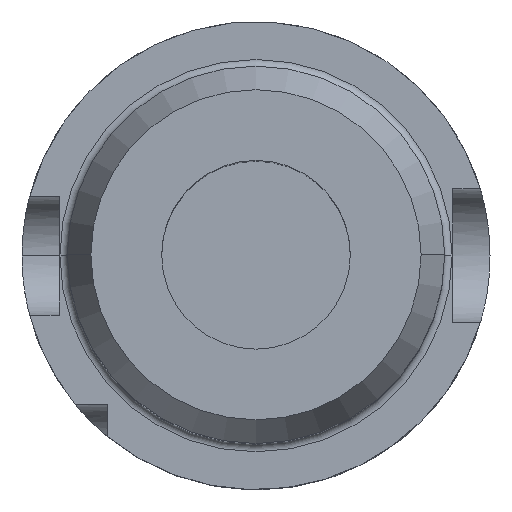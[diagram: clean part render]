
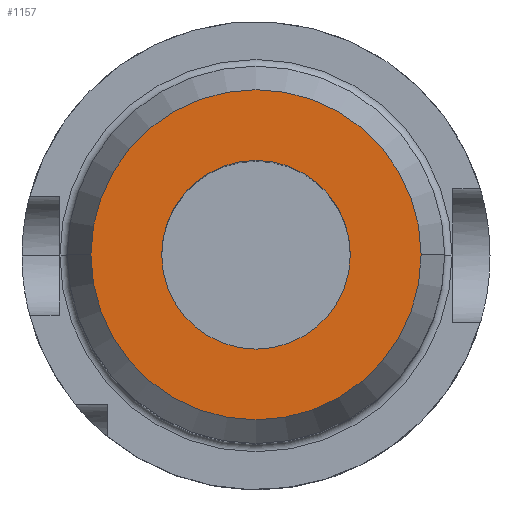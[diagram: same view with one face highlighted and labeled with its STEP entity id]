
A CAD part, top view. The second image highlights one B-rep face of the part: STEP entity #1157.
In plain terms, the highlighted planar face has unit normal (0, 0, 1).
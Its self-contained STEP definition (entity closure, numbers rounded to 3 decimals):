
#148 = CARTESIAN_POINT ( 'NONE',  ( -22.225, 0., 95.25 ) ) ;
#188 = DIRECTION ( 'NONE',  ( -1., 0., 0. ) ) ;
#201 = DIRECTION ( 'NONE',  ( 0., 0., -1. ) ) ;
#238 = DIRECTION ( 'NONE',  ( -1., 0., 0. ) ) ;
#440 = EDGE_CURVE ( 'NONE', #2110, #3233, #1934, .T. ) ;
#477 = CARTESIAN_POINT ( 'NONE',  ( 0., 0., 95.25 ) ) ;
#844 = AXIS2_PLACEMENT_3D ( 'NONE', #3696, #1968, #238 ) ;
#1018 = AXIS2_PLACEMENT_3D ( 'NONE', #1833, #1749, #1725 ) ;
#1148 = EDGE_LOOP ( 'NONE', ( #2969, #3521 ) ) ;
#1157 = ADVANCED_FACE ( 'NONE', ( #2913, #3690 ), #1787, .T. ) ;
#1236 = EDGE_LOOP ( 'NONE', ( #2710, #3338 ) ) ;
#1240 = EDGE_CURVE ( 'NONE', #1828, #2766, #2820, .T. ) ;
#1381 = DIRECTION ( 'NONE',  ( 0., 0., -1. ) ) ;
#1388 = EDGE_CURVE ( 'NONE', #2766, #1828, #2541, .T. ) ;
#1398 = AXIS2_PLACEMENT_3D ( 'NONE', #477, #201, #188 ) ;
#1422 = AXIS2_PLACEMENT_3D ( 'NONE', #3738, #1982, #2611 ) ;
#1643 = CARTESIAN_POINT ( 'NONE',  ( 0., 0., 95.25 ) ) ;
#1725 = DIRECTION ( 'NONE',  ( 1., 0., 0. ) ) ;
#1749 = DIRECTION ( 'NONE',  ( 0., 0., 1. ) ) ;
#1787 = PLANE ( 'NONE',  #1018 ) ;
#1828 = VERTEX_POINT ( 'NONE', #2566 ) ;
#1833 = CARTESIAN_POINT ( 'NONE',  ( 0., 22.225, 95.25 ) ) ;
#1934 = CIRCLE ( 'NONE', #1422, 22.225 ) ;
#1968 = DIRECTION ( 'NONE',  ( 0., 0., -1. ) ) ;
#1982 = DIRECTION ( 'NONE',  ( 0., 0., -1. ) ) ;
#2110 = VERTEX_POINT ( 'NONE', #148 ) ;
#2248 = EDGE_CURVE ( 'NONE', #3233, #2110, #2948, .T. ) ;
#2541 = CIRCLE ( 'NONE', #3121, 12.7 ) ;
#2566 = CARTESIAN_POINT ( 'NONE',  ( -12.7, 0., 95.25 ) ) ;
#2611 = DIRECTION ( 'NONE',  ( -1., 0., 0. ) ) ;
#2710 = ORIENTED_EDGE ( 'NONE', *, *, #440, .F. ) ;
#2766 = VERTEX_POINT ( 'NONE', #2855 ) ;
#2820 = CIRCLE ( 'NONE', #1398, 12.7 ) ;
#2855 = CARTESIAN_POINT ( 'NONE',  ( 12.7, 0., 95.25 ) ) ;
#2913 = FACE_BOUND ( 'NONE', #1148, .T. ) ;
#2948 = CIRCLE ( 'NONE', #844, 22.225 ) ;
#2969 = ORIENTED_EDGE ( 'NONE', *, *, #1240, .T. ) ;
#3061 = DIRECTION ( 'NONE',  ( -1., 0., 0. ) ) ;
#3121 = AXIS2_PLACEMENT_3D ( 'NONE', #1643, #1381, #3061 ) ;
#3233 = VERTEX_POINT ( 'NONE', #3638 ) ;
#3338 = ORIENTED_EDGE ( 'NONE', *, *, #2248, .F. ) ;
#3521 = ORIENTED_EDGE ( 'NONE', *, *, #1388, .T. ) ;
#3638 = CARTESIAN_POINT ( 'NONE',  ( 22.225, 0., 95.25 ) ) ;
#3690 = FACE_OUTER_BOUND ( 'NONE', #1236, .T. ) ;
#3696 = CARTESIAN_POINT ( 'NONE',  ( 0., 0., 95.25 ) ) ;
#3738 = CARTESIAN_POINT ( 'NONE',  ( 0., 0., 95.25 ) ) ;
